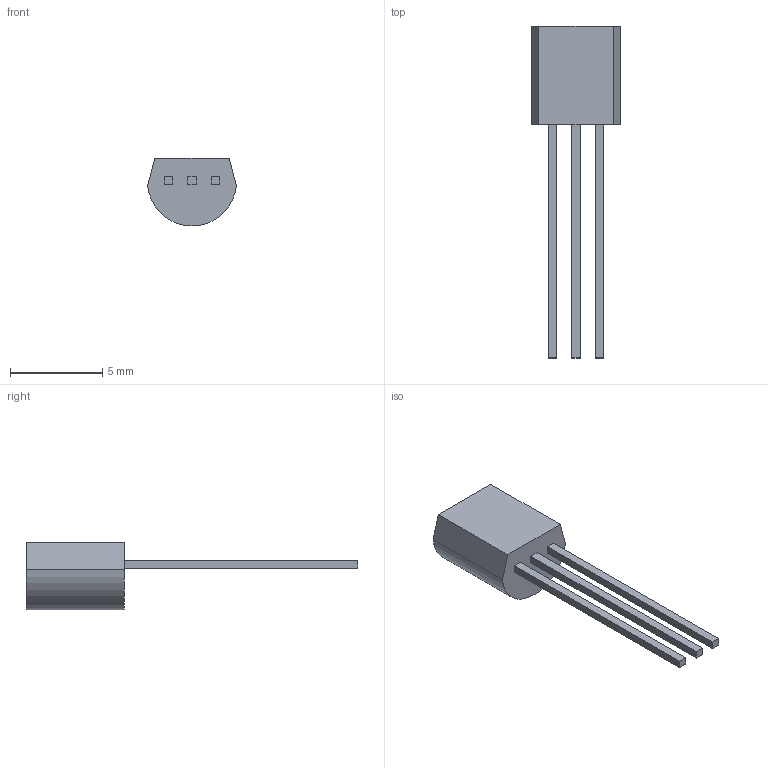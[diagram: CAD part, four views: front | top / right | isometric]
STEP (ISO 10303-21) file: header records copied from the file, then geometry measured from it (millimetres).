
FILE_DESCRIPTION (( 'STEP AP214' ), '1' );
FILE_NAME ('TMP36GT9Z.STEP', '2023-03-21T05:40:15', ( '' ), ( '' ), 'SwSTEP 2.0', 'SolidWorks 2021', '' );
FILE_SCHEMA (( 'AUTOMOTIVE_DESIGN' ));
Length unit declared in the file: inch
Products named in the file (1): TMP36GT9Z
Bounding box: 4.83 x 18.03 x 3.68 mm (x, y, z)
Volume: 86.2 mm3; surface area: 175.5 mm2
Topology: 4 solids, 4 shells, 25 faces, 51 edges, 34 vertices
Faces by surface type: plane 23, cylinder 2
Entity records: 722 total; most frequent: CARTESIAN_POINT 111, DIRECTION 107, ORIENTED_EDGE 102, EDGE_CURVE 51, VECTOR 47, LINE 47, VERTEX_POINT 34, AXIS2_PLACEMENT_3D 30
